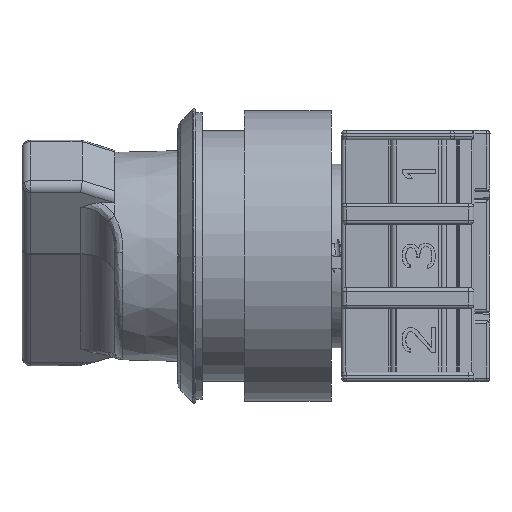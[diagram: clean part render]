
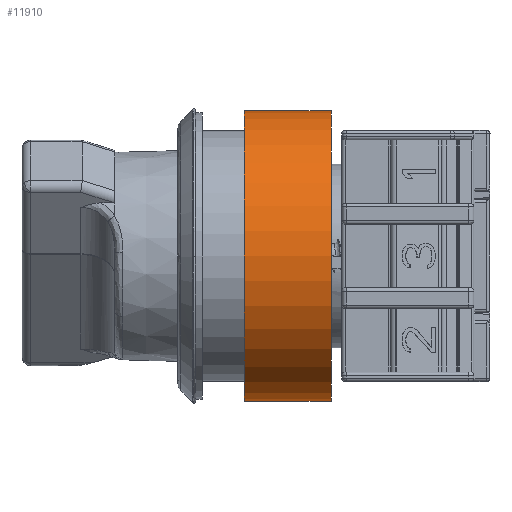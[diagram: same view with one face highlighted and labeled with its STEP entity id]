
A CAD part, left-side view. The second image highlights one B-rep face of the part: STEP entity #11910.
In plain terms, the highlighted cylindrical face has radius 17.25 mm (diameter 34.5 mm), a partial arc.
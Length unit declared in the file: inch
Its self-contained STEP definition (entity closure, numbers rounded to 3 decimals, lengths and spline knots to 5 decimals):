
#1182 = CIRCLE ( 'NONE', #32647, 0.67913 ) ;
#1901 = DIRECTION ( 'NONE',  ( 0., 0., 1. ) ) ;
#1910 = DIRECTION ( 'NONE',  ( 0., 1., 0. ) ) ;
#2605 = FACE_OUTER_BOUND ( 'NONE', #70591, .T. ) ;
#4364 = EDGE_CURVE ( 'NONE', #31973, #37021, #22335, .T. ) ;
#7372 = CARTESIAN_POINT ( 'NONE',  ( 0., -0.24016, -0.67913 ) ) ;
#9197 = EDGE_CURVE ( 'NONE', #40326, #50501, #1182, .T. ) ;
#11910 = ADVANCED_FACE ( 'NONE', ( #2605 ), #36149, .T. ) ;
#13232 = CARTESIAN_POINT ( 'NONE',  ( 0., -0.24016, 0.67913 ) ) ;
#16613 = CARTESIAN_POINT ( 'NONE',  ( 0., -0.24016, 0.67913 ) ) ;
#18161 = VECTOR ( 'NONE', #1910, 39.37008 ) ;
#18675 = DIRECTION ( 'NONE',  ( 0., 1., 0. ) ) ;
#18690 = LINE ( 'NONE', #13232, #44960 ) ;
#20581 = DIRECTION ( 'NONE',  ( 0., 0., 1. ) ) ;
#22335 = CIRCLE ( 'NONE', #40972, 0.67913 ) ;
#24585 = CARTESIAN_POINT ( 'NONE',  ( 0., 0.16535, 0.67913 ) ) ;
#31973 = VERTEX_POINT ( 'NONE', #47155 ) ;
#32647 = AXIS2_PLACEMENT_3D ( 'NONE', #64168, #59408, #47383 ) ;
#36149 = CYLINDRICAL_SURFACE ( 'NONE', #46097, 0.67913 ) ;
#37021 = VERTEX_POINT ( 'NONE', #16613 ) ;
#37963 = EDGE_CURVE ( 'NONE', #37021, #50501, #18690, .T. ) ;
#39677 = CARTESIAN_POINT ( 'NONE',  ( 0., 0.16535, -0.67913 ) ) ;
#40288 = ORIENTED_EDGE ( 'NONE', *, *, #37963, .T. ) ;
#40326 = VERTEX_POINT ( 'NONE', #39677 ) ;
#40972 = AXIS2_PLACEMENT_3D ( 'NONE', #61313, #49639, #20581 ) ;
#41707 = EDGE_CURVE ( 'NONE', #31973, #40326, #57347, .T. ) ;
#44960 = VECTOR ( 'NONE', #52263, 39.37008 ) ;
#46097 = AXIS2_PLACEMENT_3D ( 'NONE', #64268, #18675, #1901 ) ;
#47155 = CARTESIAN_POINT ( 'NONE',  ( 0., -0.24016, -0.67913 ) ) ;
#47383 = DIRECTION ( 'NONE',  ( 0., 0., 1. ) ) ;
#47925 = ORIENTED_EDGE ( 'NONE', *, *, #41707, .F. ) ;
#49639 = DIRECTION ( 'NONE',  ( 0., 1., 0. ) ) ;
#50501 = VERTEX_POINT ( 'NONE', #24585 ) ;
#52263 = DIRECTION ( 'NONE',  ( 0., 1., 0. ) ) ;
#57347 = LINE ( 'NONE', #7372, #18161 ) ;
#59408 = DIRECTION ( 'NONE',  ( 0., 1., 0. ) ) ;
#61313 = CARTESIAN_POINT ( 'NONE',  ( 0., -0.24016, 0. ) ) ;
#61894 = ORIENTED_EDGE ( 'NONE', *, *, #4364, .T. ) ;
#64168 = CARTESIAN_POINT ( 'NONE',  ( 0., 0.16535, 0. ) ) ;
#64268 = CARTESIAN_POINT ( 'NONE',  ( 0., -0.24016, 0. ) ) ;
#68261 = ORIENTED_EDGE ( 'NONE', *, *, #9197, .F. ) ;
#70591 = EDGE_LOOP ( 'NONE', ( #47925, #61894, #40288, #68261 ) ) ;
